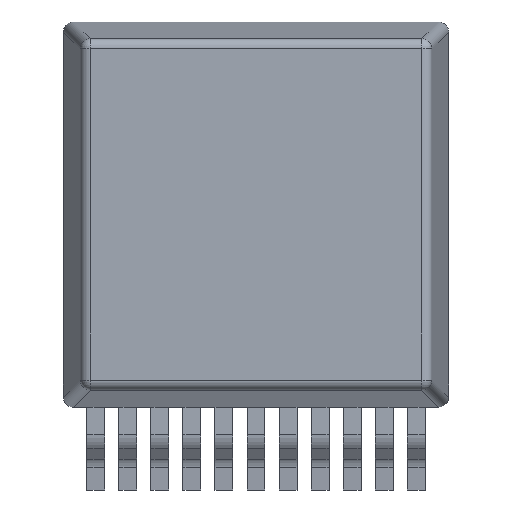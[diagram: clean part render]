
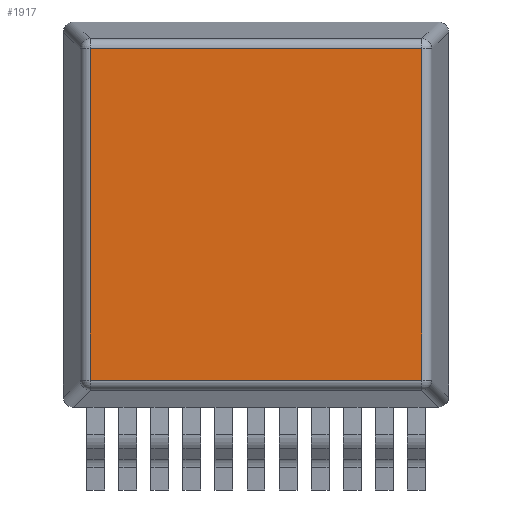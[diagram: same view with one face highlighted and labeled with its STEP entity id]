
A CAD part, top view. The second image highlights one B-rep face of the part: STEP entity #1917.
In plain terms, the highlighted planar face has unit normal (0, 0, 1).
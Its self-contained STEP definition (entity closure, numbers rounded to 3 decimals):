
#106 = VECTOR ( 'NONE', #6395, 1000. ) ;
#191 = LINE ( 'NONE', #3719, #5352 ) ;
#248 = LINE ( 'NONE', #4386, #106 ) ;
#374 = CARTESIAN_POINT ( 'NONE',  ( -6.562, -6.172, 6. ) ) ;
#436 = DIRECTION ( 'NONE',  ( 1., 0., 0. ) ) ;
#474 = PLANE ( 'NONE',  #2169 ) ;
#503 = CARTESIAN_POINT ( 'NONE',  ( 7.625, 8.015, 6. ) ) ;
#524 = EDGE_CURVE ( 'NONE', #3762, #3685, #2584, .T. ) ;
#556 = ORIENTED_EDGE ( 'NONE', *, *, #3306, .T. ) ;
#1213 = DIRECTION ( 'NONE',  ( 0., 1., 0. ) ) ;
#1244 = ORIENTED_EDGE ( 'NONE', *, *, #2936, .T. ) ;
#1259 = CARTESIAN_POINT ( 'NONE',  ( -6.91, 6.952, 6. ) ) ;
#1620 = ORIENTED_EDGE ( 'NONE', *, *, #6198, .T. ) ;
#1708 = ORIENTED_EDGE ( 'NONE', *, *, #524, .T. ) ;
#1906 = DIRECTION ( 'NONE',  ( 0., 0., -1. ) ) ;
#1917 = ADVANCED_FACE ( 'NONE', ( #2355 ), #474, .F. ) ;
#2003 = EDGE_LOOP ( 'NONE', ( #1620, #1244, #556, #1708 ) ) ;
#2169 = AXIS2_PLACEMENT_3D ( 'NONE', #503, #1906, #4494 ) ;
#2355 = FACE_OUTER_BOUND ( 'NONE', #2003, .T. ) ;
#2584 = LINE ( 'NONE', #1259, #6016 ) ;
#2746 = CARTESIAN_POINT ( 'NONE',  ( 6.562, 6.952, 6. ) ) ;
#2936 = EDGE_CURVE ( 'NONE', #4374, #4115, #3562, .T. ) ;
#3306 = EDGE_CURVE ( 'NONE', #4115, #3762, #191, .T. ) ;
#3562 = LINE ( 'NONE', #5418, #6069 ) ;
#3685 = VERTEX_POINT ( 'NONE', #4672 ) ;
#3719 = CARTESIAN_POINT ( 'NONE',  ( 6.562, 7.3, 6. ) ) ;
#3762 = VERTEX_POINT ( 'NONE', #2746 ) ;
#3763 = DIRECTION ( 'NONE',  ( -1., 0., 0. ) ) ;
#4115 = VERTEX_POINT ( 'NONE', #6072 ) ;
#4374 = VERTEX_POINT ( 'NONE', #374 ) ;
#4386 = CARTESIAN_POINT ( 'NONE',  ( -6.562, -6.52, 6. ) ) ;
#4494 = DIRECTION ( 'NONE',  ( -1., 0., 0. ) ) ;
#4672 = CARTESIAN_POINT ( 'NONE',  ( -6.562, 6.952, 6. ) ) ;
#5352 = VECTOR ( 'NONE', #1213, 1000. ) ;
#5418 = CARTESIAN_POINT ( 'NONE',  ( 6.91, -6.172, 6. ) ) ;
#6016 = VECTOR ( 'NONE', #3763, 1000. ) ;
#6069 = VECTOR ( 'NONE', #436, 1000. ) ;
#6072 = CARTESIAN_POINT ( 'NONE',  ( 6.562, -6.172, 6. ) ) ;
#6198 = EDGE_CURVE ( 'NONE', #3685, #4374, #248, .T. ) ;
#6395 = DIRECTION ( 'NONE',  ( 0., -1., 0. ) ) ;
